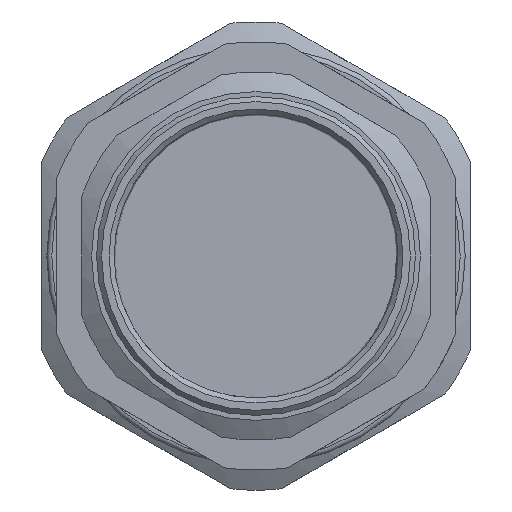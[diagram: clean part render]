
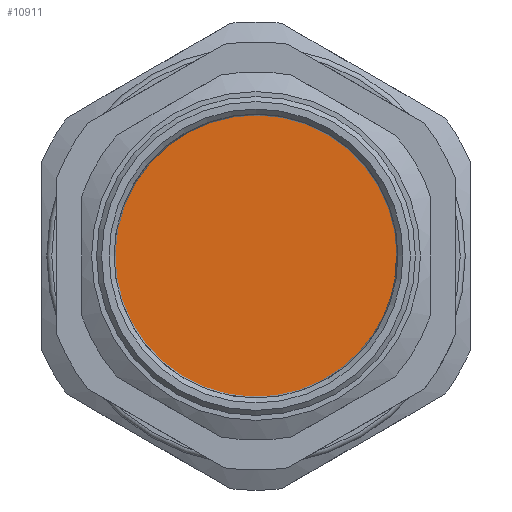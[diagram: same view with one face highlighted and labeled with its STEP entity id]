
A CAD part, left-side view. The second image highlights one B-rep face of the part: STEP entity #10911.
In plain terms, the highlighted planar face has unit normal (-1, 0, 0).
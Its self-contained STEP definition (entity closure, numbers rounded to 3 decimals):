
#2462=FACE_OUTER_BOUND('',#3071,.T.);
#3071=EDGE_LOOP('',(#6823,#6824));
#3744=CIRCLE('',#11542,14.25);
#3745=CIRCLE('',#11543,14.25);
#4076=VERTEX_POINT('',#14109);
#4077=VERTEX_POINT('',#14110);
#5178=EDGE_CURVE('',#4076,#4077,#3744,.T.);
#5179=EDGE_CURVE('',#4077,#4076,#3745,.T.);
#6823=ORIENTED_EDGE('',*,*,#5178,.F.);
#6824=ORIENTED_EDGE('',*,*,#5179,.F.);
#10113=PLANE('',#11541);
#10911=ADVANCED_FACE('',(#2462),#10113,.F.);
#11541=AXIS2_PLACEMENT_3D('',#14108,#12181,#12182);
#11542=AXIS2_PLACEMENT_3D('',#14111,#12183,#12184);
#11543=AXIS2_PLACEMENT_3D('',#14112,#12185,#12186);
#12181=DIRECTION('center_axis',(1.,0.,0.));
#12182=DIRECTION('ref_axis',(0.,0.,-1.));
#12183=DIRECTION('center_axis',(1.,0.,0.));
#12184=DIRECTION('ref_axis',(0.,0.,-1.));
#12185=DIRECTION('center_axis',(1.,0.,0.));
#12186=DIRECTION('ref_axis',(0.,0.,-1.));
#14108=CARTESIAN_POINT('Origin',(1.75,-1.019,0.));
#14109=CARTESIAN_POINT('',(1.75,13.231,0.));
#14110=CARTESIAN_POINT('',(1.75,-15.269,0.));
#14111=CARTESIAN_POINT('Origin',(1.75,-1.019,0.));
#14112=CARTESIAN_POINT('Origin',(1.75,-1.019,0.));
